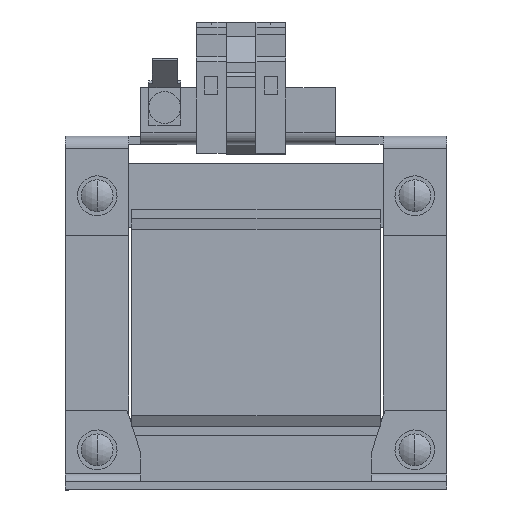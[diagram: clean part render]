
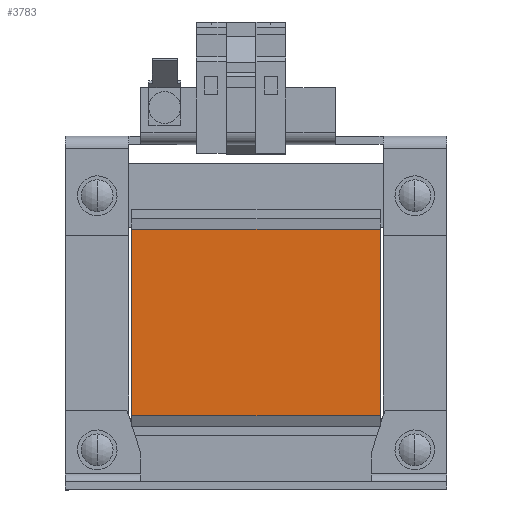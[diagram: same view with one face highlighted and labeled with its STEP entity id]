
A CAD part, top view. The second image highlights one B-rep face of the part: STEP entity #3783.
In plain terms, the highlighted planar face has unit normal (0, 0, 1).
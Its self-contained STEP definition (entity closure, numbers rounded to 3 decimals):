
#75 = DIRECTION ( 'NONE',  ( 0., 1., 0. ) ) ;
#386 = DIRECTION ( 'NONE',  ( 0., -1., 0. ) ) ;
#412 = VECTOR ( 'NONE', #9950, 1000. ) ;
#696 = VERTEX_POINT ( 'NONE', #6284 ) ;
#1104 = ORIENTED_EDGE ( 'NONE', *, *, #8245, .T. ) ;
#1388 = LINE ( 'NONE', #8261, #1979 ) ;
#1768 = CARTESIAN_POINT ( 'NONE',  ( -31.3, 0., 37.25 ) ) ;
#1979 = VECTOR ( 'NONE', #2829, 1000. ) ;
#2698 = DIRECTION ( 'NONE',  ( 0., 1., 0. ) ) ;
#2829 = DIRECTION ( 'NONE',  ( 1., 0., 0. ) ) ;
#2913 = LINE ( 'NONE', #1768, #10583 ) ;
#3105 = DIRECTION ( 'NONE',  ( 0., 0., -1. ) ) ;
#3513 = ORIENTED_EDGE ( 'NONE', *, *, #3951, .F. ) ;
#3623 = VERTEX_POINT ( 'NONE', #9396 ) ;
#3783 = ADVANCED_FACE ( 'NONE', ( #9774 ), #8582, .F. ) ;
#3951 = EDGE_CURVE ( 'NONE', #696, #3623, #2913, .T. ) ;
#4099 = CARTESIAN_POINT ( 'NONE',  ( 31.3, 23.5, 37.25 ) ) ;
#5502 = CARTESIAN_POINT ( 'NONE',  ( -31.3, 23.5, 37.25 ) ) ;
#5828 = LINE ( 'NONE', #10148, #8664 ) ;
#6284 = CARTESIAN_POINT ( 'NONE',  ( -31.3, -23.5, 37.25 ) ) ;
#6337 = VERTEX_POINT ( 'NONE', #11462 ) ;
#6536 = LINE ( 'NONE', #5502, #412 ) ;
#6720 = CARTESIAN_POINT ( 'NONE',  ( -31.3, 0., 37.25 ) ) ;
#7654 = EDGE_CURVE ( 'NONE', #6337, #7908, #5828, .T. ) ;
#7908 = VERTEX_POINT ( 'NONE', #4099 ) ;
#8245 = EDGE_CURVE ( 'NONE', #696, #6337, #1388, .T. ) ;
#8261 = CARTESIAN_POINT ( 'NONE',  ( -31.3, -23.5, 37.25 ) ) ;
#8492 = ORIENTED_EDGE ( 'NONE', *, *, #10406, .F. ) ;
#8582 = PLANE ( 'NONE',  #11015 ) ;
#8664 = VECTOR ( 'NONE', #75, 1000. ) ;
#8665 = ORIENTED_EDGE ( 'NONE', *, *, #7654, .T. ) ;
#9396 = CARTESIAN_POINT ( 'NONE',  ( -31.3, 23.5, 37.25 ) ) ;
#9774 = FACE_OUTER_BOUND ( 'NONE', #9834, .T. ) ;
#9834 = EDGE_LOOP ( 'NONE', ( #8665, #8492, #3513, #1104 ) ) ;
#9950 = DIRECTION ( 'NONE',  ( 1., 0., 0. ) ) ;
#10148 = CARTESIAN_POINT ( 'NONE',  ( 31.3, 0., 37.25 ) ) ;
#10406 = EDGE_CURVE ( 'NONE', #3623, #7908, #6536, .T. ) ;
#10583 = VECTOR ( 'NONE', #2698, 1000. ) ;
#11015 = AXIS2_PLACEMENT_3D ( 'NONE', #6720, #3105, #386 ) ;
#11462 = CARTESIAN_POINT ( 'NONE',  ( 31.3, -23.5, 37.25 ) ) ;
